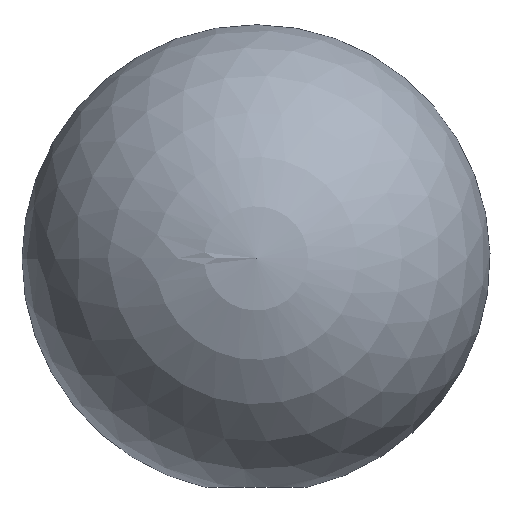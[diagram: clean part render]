
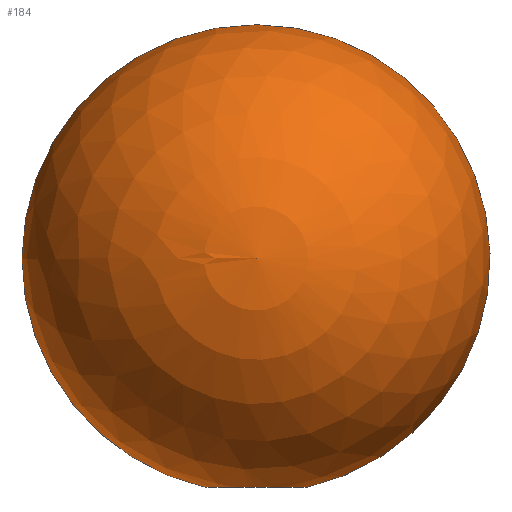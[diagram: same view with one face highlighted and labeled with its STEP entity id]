
A CAD part, top view. The second image highlights one B-rep face of the part: STEP entity #184.
In plain terms, the highlighted spherical face has radius 12.5 mm.
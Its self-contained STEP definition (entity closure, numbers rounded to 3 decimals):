
#4 = FACE_OUTER_BOUND ( 'NONE', #36, .T. ) ;
#7 = DIRECTION ( 'NONE',  ( 0., 0., -1. ) ) ;
#16 = EDGE_CURVE ( 'NONE', #117, #128, #162, .T. ) ;
#25 = DIRECTION ( 'NONE',  ( 0., 0., 1. ) ) ;
#27 = ORIENTED_EDGE ( 'NONE', *, *, #32, .F. ) ;
#31 = ORIENTED_EDGE ( 'NONE', *, *, #16, .F. ) ;
#32 = EDGE_CURVE ( 'NONE', #163, #108, #92, .T. ) ;
#36 = EDGE_LOOP ( 'NONE', ( #27, #40, #31, #138 ) ) ;
#40 = ORIENTED_EDGE ( 'NONE', *, *, #58, .T. ) ;
#41 = DIRECTION ( 'NONE',  ( 1., 0., 0. ) ) ;
#58 = EDGE_CURVE ( 'NONE', #163, #128, #264, .T. ) ;
#77 = SPHERICAL_SURFACE ( 'NONE', #113, 12.5 ) ;
#79 = CARTESIAN_POINT ( 'NONE',  ( 0., 0.301, 2.724 ) ) ;
#82 = AXIS2_PLACEMENT_3D ( 'NONE', #241, #7, #294 ) ;
#91 = CARTESIAN_POINT ( 'NONE',  ( 0., 0.301, 0. ) ) ;
#92 = CIRCLE ( 'NONE', #82, 12.5 ) ;
#96 = EDGE_CURVE ( 'NONE', #108, #117, #154, .T. ) ;
#108 = VERTEX_POINT ( 'NONE', #165 ) ;
#112 = DIRECTION ( 'NONE',  ( -1., 0., 0. ) ) ;
#113 = AXIS2_PLACEMENT_3D ( 'NONE', #251, #167, #112 ) ;
#117 = VERTEX_POINT ( 'NONE', #79 ) ;
#123 = DIRECTION ( 'NONE',  ( 0., 0., 1. ) ) ;
#126 = CARTESIAN_POINT ( 'NONE',  ( 0., 25., 0. ) ) ;
#128 = VERTEX_POINT ( 'NONE', #244 ) ;
#129 = AXIS2_PLACEMENT_3D ( 'NONE', #288, #150, #41 ) ;
#138 = ORIENTED_EDGE ( 'NONE', *, *, #96, .F. ) ;
#150 = DIRECTION ( 'NONE',  ( 0., 0., 1. ) ) ;
#154 = CIRCLE ( 'NONE', #240, 2.724 ) ;
#162 = CIRCLE ( 'NONE', #253, 2.724 ) ;
#163 = VERTEX_POINT ( 'NONE', #126 ) ;
#165 = CARTESIAN_POINT ( 'NONE',  ( 2.724, 0.301, 0. ) ) ;
#167 = DIRECTION ( 'NONE',  ( 0., 0., -1. ) ) ;
#184 = ADVANCED_FACE ( 'NONE', ( #4 ), #77, .T. ) ;
#222 = DIRECTION ( 'NONE',  ( 0., -1., 0. ) ) ;
#240 = AXIS2_PLACEMENT_3D ( 'NONE', #91, #285, #123 ) ;
#241 = CARTESIAN_POINT ( 'NONE',  ( 0., 12.5, 0. ) ) ;
#244 = CARTESIAN_POINT ( 'NONE',  ( -2.724, 0.301, 0. ) ) ;
#248 = CARTESIAN_POINT ( 'NONE',  ( 0., 0.301, 0. ) ) ;
#251 = CARTESIAN_POINT ( 'NONE',  ( 0., 12.5, 0. ) ) ;
#253 = AXIS2_PLACEMENT_3D ( 'NONE', #248, #222, #25 ) ;
#264 = CIRCLE ( 'NONE', #129, 12.5 ) ;
#285 = DIRECTION ( 'NONE',  ( 0., -1., 0. ) ) ;
#288 = CARTESIAN_POINT ( 'NONE',  ( 0., 12.5, 0. ) ) ;
#294 = DIRECTION ( 'NONE',  ( -1., 0., 0. ) ) ;
